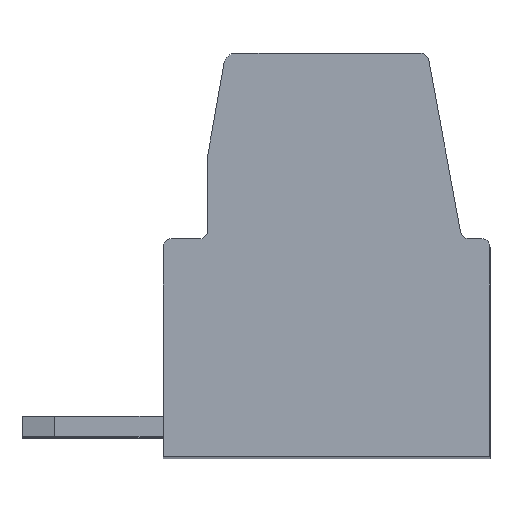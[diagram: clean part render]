
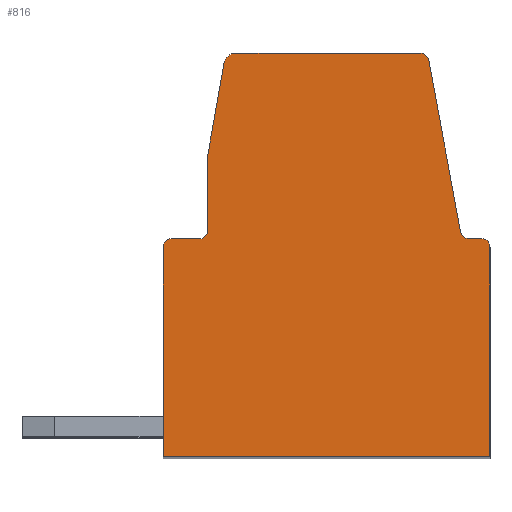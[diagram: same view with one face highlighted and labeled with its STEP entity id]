
A CAD part, top view. The second image highlights one B-rep face of the part: STEP entity #816.
In plain terms, the highlighted planar face has unit normal (0, 0, 1).
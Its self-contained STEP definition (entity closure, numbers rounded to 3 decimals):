
#816 = ADVANCED_FACE( '', ( #1668 ), #1669, .F. );
#1668 = FACE_OUTER_BOUND( '', #2563, .T. );
#1669 = PLANE( '', #2564 );
#2563 = EDGE_LOOP( '', ( #4842, #4843, #4844, #4845, #4846, #4847, #4848, #4849, #4850, #4851, #4852, #4853, #4854, #4855, #4856 ) );
#2564 = AXIS2_PLACEMENT_3D( '', #4857, #4858, #4859 );
#4842 = ORIENTED_EDGE( '', *, *, #6390, .T. );
#4843 = ORIENTED_EDGE( '', *, *, #6365, .T. );
#4844 = ORIENTED_EDGE( '', *, *, #6171, .F. );
#4845 = ORIENTED_EDGE( '', *, *, #6299, .T. );
#4846 = ORIENTED_EDGE( '', *, *, #6273, .T. );
#4847 = ORIENTED_EDGE( '', *, *, #5969, .T. );
#4848 = ORIENTED_EDGE( '', *, *, #6035, .T. );
#4849 = ORIENTED_EDGE( '', *, *, #6205, .T. );
#4850 = ORIENTED_EDGE( '', *, *, #6391, .F. );
#4851 = ORIENTED_EDGE( '', *, *, #5674, .T. );
#4852 = ORIENTED_EDGE( '', *, *, #6302, .F. );
#4853 = ORIENTED_EDGE( '', *, *, #6292, .T. );
#4854 = ORIENTED_EDGE( '', *, *, #6382, .T. );
#4855 = ORIENTED_EDGE( '', *, *, #5478, .T. );
#4856 = ORIENTED_EDGE( '', *, *, #6392, .F. );
#4857 = CARTESIAN_POINT( '', ( 0.81, -4.4, 0. ) );
#4858 = DIRECTION( '', ( 0., 0., -1. ) );
#4859 = DIRECTION( '', ( 0., 1., 0. ) );
#5478 = EDGE_CURVE( '', #6560, #6558, #6561, .T. );
#5674 = EDGE_CURVE( '', #6897, #6895, #6898, .T. );
#5969 = EDGE_CURVE( '', #7367, #7368, #7369, .T. );
#6035 = EDGE_CURVE( '', #7368, #7469, #7471, .T. );
#6171 = EDGE_CURVE( '', #7655, #7657, #7658, .T. );
#6205 = EDGE_CURVE( '', #7469, #7701, #7703, .T. );
#6273 = EDGE_CURVE( '', #7790, #7367, #7793, .T. );
#6292 = EDGE_CURVE( '', #7818, #7816, #7819, .T. );
#6299 = EDGE_CURVE( '', #7655, #7790, #7827, .T. );
#6302 = EDGE_CURVE( '', #7818, #6895, #7830, .T. );
#6365 = EDGE_CURVE( '', #7906, #7657, #7907, .T. );
#6382 = EDGE_CURVE( '', #7816, #6560, #7927, .T. );
#6390 = EDGE_CURVE( '', #7935, #7906, #7936, .T. );
#6391 = EDGE_CURVE( '', #6897, #7701, #7937, .T. );
#6392 = EDGE_CURVE( '', #7935, #6558, #7938, .T. );
#6558 = VERTEX_POINT( '', #8138 );
#6560 = VERTEX_POINT( '', #8141 );
#6561 = LINE( '', #8142, #8143 );
#6895 = VERTEX_POINT( '', #8626 );
#6897 = VERTEX_POINT( '', #8629 );
#6898 = LINE( '', #8630, #8631 );
#7367 = VERTEX_POINT( '', #9316 );
#7368 = VERTEX_POINT( '', #9317 );
#7369 = LINE( '', #9318, #9319 );
#7469 = VERTEX_POINT( '', #9463 );
#7471 = LINE( '', #9466, #9467 );
#7655 = VERTEX_POINT( '', #9746 );
#7657 = VERTEX_POINT( '', #9749 );
#7658 = CIRCLE( '', #9750, 0.2 );
#7701 = VERTEX_POINT( '', #9814 );
#7703 = LINE( '', #9817, #9818 );
#7790 = VERTEX_POINT( '', #9947 );
#7793 = CIRCLE( '', #9951, 0.2 );
#7816 = VERTEX_POINT( '', #9984 );
#7818 = VERTEX_POINT( '', #9987 );
#7819 = LINE( '', #9988, #9989 );
#7827 = LINE( '', #10001, #10002 );
#7830 = CIRCLE( '', #10006, 0.2 );
#7906 = VERTEX_POINT( '', #10114 );
#7907 = LINE( '', #10115, #10116 );
#7927 = CIRCLE( '', #10142, 0.2 );
#7935 = VERTEX_POINT( '', #10151 );
#7936 = LINE( '', #10152, #10153 );
#7937 = CIRCLE( '', #10154, 0.2 );
#7938 = CIRCLE( '', #10155, 0.3 );
#8138 = CARTESIAN_POINT( '', ( -6.298, 10., 0. ) );
#8141 = CARTESIAN_POINT( '', ( -1.716, 10., 0. ) );
#8142 = CARTESIAN_POINT( '', ( -16.414, 10., 0. ) );
#8143 = VECTOR( '', #10319, 1000. );
#8626 = CARTESIAN_POINT( '', ( -0.531, 5.4, 0. ) );
#8629 = CARTESIAN_POINT( '', ( -0.2, 5.4, 0. ) );
#8630 = CARTESIAN_POINT( '', ( -16.414, 5.4, 0. ) );
#8631 = VECTOR( '', #10485, 1000. );
#9316 = CARTESIAN_POINT( '', ( -8.1, 5.2, 0. ) );
#9317 = CARTESIAN_POINT( '', ( -8.1, 0., 0. ) );
#9318 = CARTESIAN_POINT( '', ( -8.1, -18.438, 0. ) );
#9319 = VECTOR( '', #10762, 1000. );
#9463 = CARTESIAN_POINT( '', ( 0., 0., 0. ) );
#9466 = CARTESIAN_POINT( '', ( -16.414, 0., 0. ) );
#9467 = VECTOR( '', #10826, 1000. );
#9746 = CARTESIAN_POINT( '', ( -7.2, 5.4, 0. ) );
#9749 = CARTESIAN_POINT( '', ( -7., 5.6, 0. ) );
#9750 = AXIS2_PLACEMENT_3D( '', #10944, #10945, #10946 );
#9814 = CARTESIAN_POINT( '', ( 0., 5.2, 0. ) );
#9817 = CARTESIAN_POINT( '', ( 0., -18.438, 0. ) );
#9818 = VECTOR( '', #10975, 1000. );
#9947 = CARTESIAN_POINT( '', ( -7.9, 5.4, 0. ) );
#9951 = AXIS2_PLACEMENT_3D( '', #11043, #11044, #11045 );
#9984 = CARTESIAN_POINT( '', ( -1.52, 9.836, 0. ) );
#9987 = CARTESIAN_POINT( '', ( -0.728, 5.564, 0. ) );
#9988 = CARTESIAN_POINT( '', ( 3.721, -18.438, 0. ) );
#9989 = VECTOR( '', #11057, 1000. );
#10001 = CARTESIAN_POINT( '', ( -16.414, 5.4, 0. ) );
#10002 = VECTOR( '', #11062, 1000. );
#10006 = AXIS2_PLACEMENT_3D( '', #11064, #11065, #11066 );
#10114 = CARTESIAN_POINT( '', ( -7., 7.448, 0. ) );
#10115 = CARTESIAN_POINT( '', ( -7., -18.438, 0. ) );
#10116 = VECTOR( '', #11120, 1000. );
#10142 = AXIS2_PLACEMENT_3D( '', #11133, #11134, #11135 );
#10151 = CARTESIAN_POINT( '', ( -6.594, 9.752, 0. ) );
#10152 = CARTESIAN_POINT( '', ( -11.564, -18.438, 0. ) );
#10153 = VECTOR( '', #11140, 1000. );
#10154 = AXIS2_PLACEMENT_3D( '', #11141, #11142, #11143 );
#10155 = AXIS2_PLACEMENT_3D( '', #11144, #11145, #11146 );
#10319 = DIRECTION( '', ( -1., 0., 0. ) );
#10485 = DIRECTION( '', ( -1., 0., 0. ) );
#10762 = DIRECTION( '', ( 0., -1., 0. ) );
#10826 = DIRECTION( '', ( 1., 0., 0. ) );
#10944 = CARTESIAN_POINT( '', ( -7.2, 5.6, 0. ) );
#10945 = DIRECTION( '', ( 0., 0., 1. ) );
#10946 = DIRECTION( '', ( 1., 0., 0. ) );
#10975 = DIRECTION( '', ( 0., 1., 0. ) );
#11043 = CARTESIAN_POINT( '', ( -7.9, 5.2, 0. ) );
#11044 = DIRECTION( '', ( 0., 0., 1. ) );
#11045 = DIRECTION( '', ( 1., 0., 0. ) );
#11057 = DIRECTION( '', ( -0.182, 0.983, 0. ) );
#11062 = DIRECTION( '', ( -1., 0., 0. ) );
#11064 = CARTESIAN_POINT( '', ( -0.531, 5.6, 0. ) );
#11065 = DIRECTION( '', ( 0., 0., 1. ) );
#11066 = DIRECTION( '', ( 1., 0., 0. ) );
#11120 = DIRECTION( '', ( 0., -1., 0. ) );
#11133 = CARTESIAN_POINT( '', ( -1.716, 9.8, 0. ) );
#11134 = DIRECTION( '', ( 0., 0., 1. ) );
#11135 = DIRECTION( '', ( 1., 0., 0. ) );
#11140 = DIRECTION( '', ( -0.174, -0.985, 0. ) );
#11141 = CARTESIAN_POINT( '', ( -0.2, 5.2, 0. ) );
#11142 = DIRECTION( '', ( 0., 0., -1. ) );
#11143 = DIRECTION( '', ( -1., 0., 0. ) );
#11144 = CARTESIAN_POINT( '', ( -6.298, 9.7, 0. ) );
#11145 = DIRECTION( '', ( 0., 0., -1. ) );
#11146 = DIRECTION( '', ( -1., 0., 0. ) );
